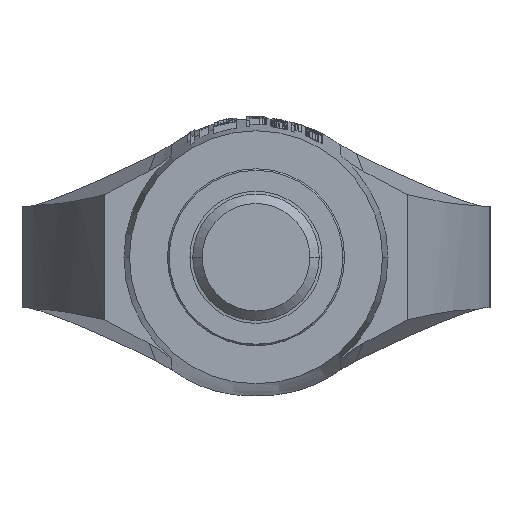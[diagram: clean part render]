
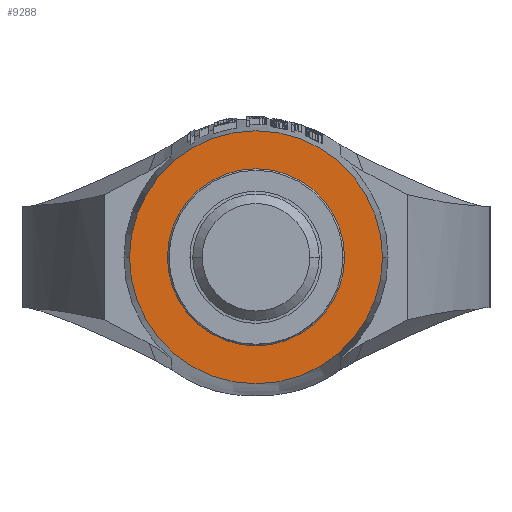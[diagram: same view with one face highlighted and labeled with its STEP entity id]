
A CAD part, front view. The second image highlights one B-rep face of the part: STEP entity #9288.
In plain terms, the highlighted planar face has unit normal (0, -1, 0).
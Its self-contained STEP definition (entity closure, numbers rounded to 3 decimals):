
#2=CARTESIAN_POINT('',(0.,-36.59,0.));
#3=DIRECTION('',(0.,-1.,0.));
#4=DIRECTION('',(-1.,0.,0.));
#5=AXIS2_PLACEMENT_3D('',#2,#3,#4);
#7=CARTESIAN_POINT('',(0.,-36.59,0.));
#8=DIRECTION('',(0.,-1.,0.));
#9=DIRECTION('',(1.,0.,0.));
#10=AXIS2_PLACEMENT_3D('',#7,#8,#9);
#21=CARTESIAN_POINT('',(0.,-36.59,0.));
#22=DIRECTION('',(0.,-1.,0.));
#23=DIRECTION('',(1.,0.,0.));
#24=AXIS2_PLACEMENT_3D('',#21,#22,#23);
#2848=CARTESIAN_POINT('',(0.,-36.59,0.));
#2849=DIRECTION('',(0.,1.,0.));
#2850=DIRECTION('',(1.,0.,0.));
#2851=AXIS2_PLACEMENT_3D('',#2848,#2849,#2850);
#7409=CARTESIAN_POINT('',(20.,-36.59,0.));
#7410=CARTESIAN_POINT('',(-20.,-36.59,0.));
#7411=VERTEX_POINT('',#7409);
#7412=VERTEX_POINT('',#7410);
#7429=CARTESIAN_POINT('',(-14.,-36.59,0.));
#7430=CARTESIAN_POINT('',(14.,-36.59,0.));
#7431=VERTEX_POINT('',#7429);
#7432=VERTEX_POINT('',#7430);
#9271=CARTESIAN_POINT('',(0.,-36.59,0.));
#9272=DIRECTION('',(0.,-1.,0.));
#9273=DIRECTION('',(-1.,0.,0.));
#9274=AXIS2_PLACEMENT_3D('',#9271,#9272,#9273);
#9275=PLANE('',#9274);
#9277=ORIENTED_EDGE('',*,*,#9276,.F.);
#9279=ORIENTED_EDGE('',*,*,#9278,.T.);
#9280=EDGE_LOOP('',(#9277,#9279));
#9281=FACE_OUTER_BOUND('',#9280,.F.);
#9283=ORIENTED_EDGE('',*,*,#9282,.T.);
#9285=ORIENTED_EDGE('',*,*,#9284,.T.);
#9286=EDGE_LOOP('',(#9283,#9285));
#9287=FACE_BOUND('',#9286,.F.);
#9288=ADVANCED_FACE('',(#9281,#9287),#9275,.T.);
#6=CIRCLE('',#5,14.);
#11=CIRCLE('',#10,14.);
#25=CIRCLE('',#24,20.);
#2852=CIRCLE('',#2851,20.);
#9276=EDGE_CURVE('',#7411,#7412,#25,.T.);
#9278=EDGE_CURVE('',#7411,#7412,#2852,.T.);
#9282=EDGE_CURVE('',#7431,#7432,#6,.T.);
#9284=EDGE_CURVE('',#7432,#7431,#11,.T.);
